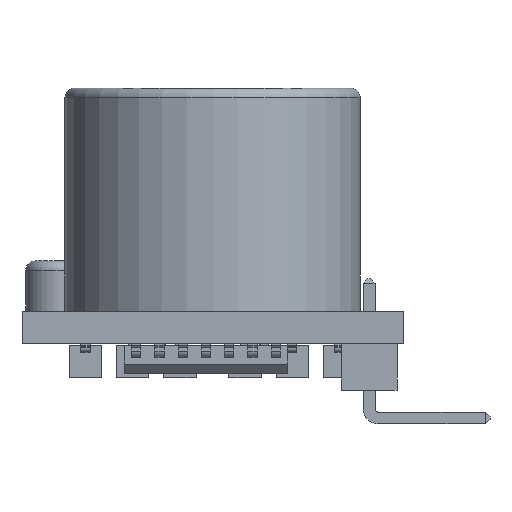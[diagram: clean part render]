
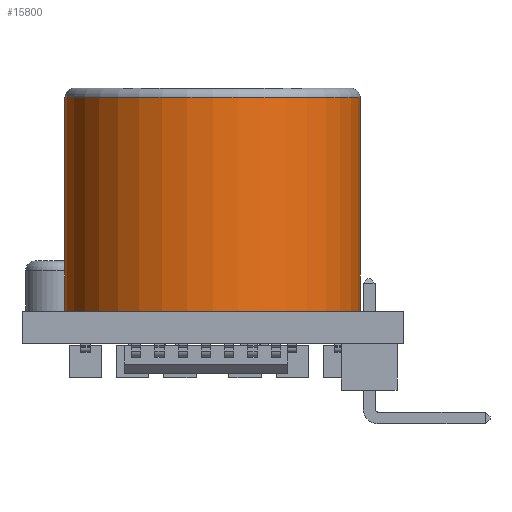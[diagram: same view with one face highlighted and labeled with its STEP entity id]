
A CAD part, front view. The second image highlights one B-rep face of the part: STEP entity #15800.
In plain terms, the highlighted cylindrical face has radius 7.684 mm (diameter 15.368 mm), a full revolution.
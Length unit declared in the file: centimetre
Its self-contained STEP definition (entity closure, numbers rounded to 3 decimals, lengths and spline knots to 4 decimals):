
#22=FACE_BOUND($,#5743,.T.);
#4542=CYLINDRICAL_SURFACE($,#16771,0.7684);
#4838=FACE_OUTER_BOUND($,#5742,.T.);
#5742=EDGE_LOOP($,(#11424));
#5743=EDGE_LOOP($,(#11425));
#6659=CIRCLE($,#16767,0.7684);
#6662=CIRCLE($,#16772,0.7684);
#7225=VERTEX_POINT($,#23049);
#7228=VERTEX_POINT($,#23057);
#8857=EDGE_CURVE($,#7225,#7225,#6659,.T.);
#8860=EDGE_CURVE($,#7228,#7228,#6662,.T.);
#11424=ORIENTED_EDGE($,*,*,#8860,.T.);
#11425=ORIENTED_EDGE($,*,*,#8857,.T.);
#15800=ADVANCED_FACE($,(#4838,#22),#4542,.T.);
#16767=AXIS2_PLACEMENT_3D($,#23050,#18429,#18430);
#16771=AXIS2_PLACEMENT_3D($,#23056,#18437,#18438);
#16772=AXIS2_PLACEMENT_3D($,#23058,#18439,#18440);
#18429=DIRECTION('center_axis',(0.,0.,
-1.));
#18430=DIRECTION('ref_axis',(-1.,0.,0.));
#18437=DIRECTION('center_axis',(0.,0.,
-1.));
#18438=DIRECTION('ref_axis',(0.,-1.,0.));
#18439=DIRECTION('center_axis',(0.,0.,
1.));
#18440=DIRECTION('ref_axis',(1.,0.,0.));
#23049=CARTESIAN_POINT('',(1.1661,6.1764,3.2253));
#23050=CARTESIAN_POINT('Origin',(0.3977,6.1764,3.2253));
#23056=CARTESIAN_POINT('Origin',(0.3977,6.1764,2.1124));
#23057=CARTESIAN_POINT('',(-0.3707,6.1764,2.1124));
#23058=CARTESIAN_POINT('Origin',(0.3977,6.1764,2.1124));
